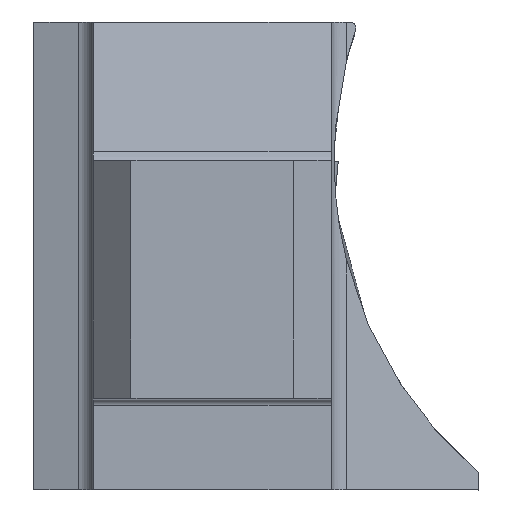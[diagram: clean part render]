
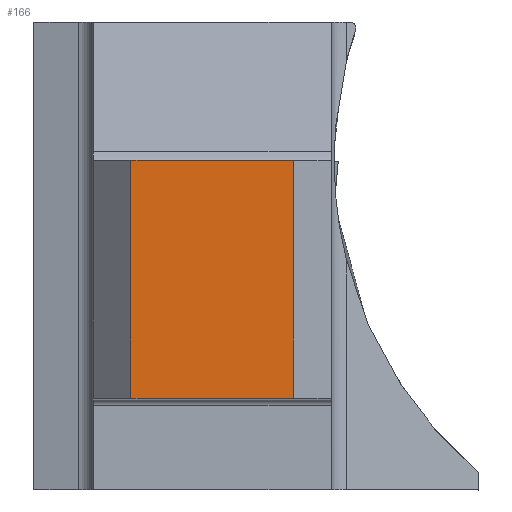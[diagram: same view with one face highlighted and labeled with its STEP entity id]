
A CAD part, top view. The second image highlights one B-rep face of the part: STEP entity #166.
In plain terms, the highlighted planar face has unit normal (0, 0, 1).
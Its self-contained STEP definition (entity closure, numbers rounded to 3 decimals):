
#166=ADVANCED_FACE('CU_BACK_SU1',(#282),#228,.F.);
#228=PLANE('',#1489);
#282=FACE_OUTER_BOUND('',#349,.T.);
#349=EDGE_LOOP('',(#546,#547,#548,#549));
#546=ORIENTED_EDGE('',*,*,#1011,.F.);
#547=ORIENTED_EDGE('',*,*,#1012,.T.);
#548=ORIENTED_EDGE('',*,*,#1013,.T.);
#549=ORIENTED_EDGE('',*,*,#1009,.F.);
#863=VERTEX_POINT('',#2141);
#864=VERTEX_POINT('',#2143);
#865=VERTEX_POINT('',#2147);
#866=VERTEX_POINT('',#2149);
#1009=EDGE_CURVE('',#863,#864,#1171,.T.);
#1011=EDGE_CURVE('',#865,#863,#1173,.T.);
#1012=EDGE_CURVE('',#865,#866,#1174,.T.);
#1013=EDGE_CURVE('',#866,#864,#1175,.T.);
#1171=LINE('',#2142,#1306);
#1173=LINE('',#2146,#1308);
#1174=LINE('',#2148,#1309);
#1175=LINE('',#2150,#1310);
#1306=VECTOR('',#1698,1.);
#1308=VECTOR('',#1702,1.);
#1309=VECTOR('',#1703,1.);
#1310=VECTOR('',#1704,1.);
#1489=AXIS2_PLACEMENT_3D('',#2151,#1705,#1706);
#1698=DIRECTION('',(1.,0.,0.));
#1702=DIRECTION('',(0.,1.,0.));
#1703=DIRECTION('',(1.,0.,0.));
#1704=DIRECTION('',(0.,1.,0.));
#1705=DIRECTION('',(0.,0.,-1.));
#1706=DIRECTION('',(-1.,0.,0.));
#2141=CARTESIAN_POINT('',(3.,18.975,0.));
#2142=CARTESIAN_POINT('',(-110.,18.975,0.));
#2143=CARTESIAN_POINT('',(15.975,18.975,0.));
#2146=CARTESIAN_POINT('',(3.,0.,0.));
#2147=CARTESIAN_POINT('',(3.,0.,0.));
#2148=CARTESIAN_POINT('',(-110.,0.,0.));
#2149=CARTESIAN_POINT('',(15.975,0.,0.));
#2150=CARTESIAN_POINT('',(15.975,0.,0.));
#2151=CARTESIAN_POINT('',(42.537,38.975,0.));
